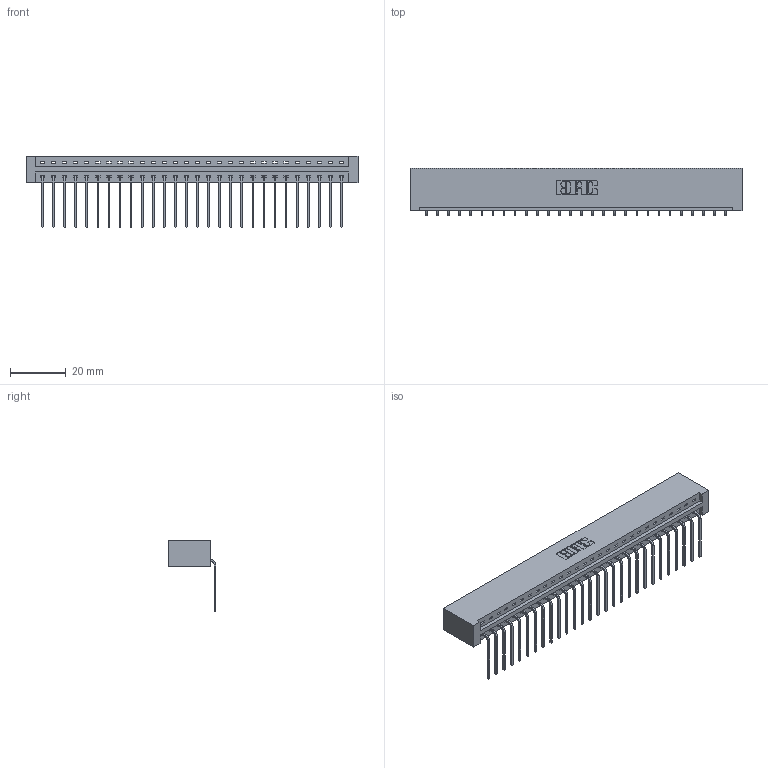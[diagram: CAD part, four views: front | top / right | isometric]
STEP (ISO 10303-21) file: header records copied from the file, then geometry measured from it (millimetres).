
FILE_DESCRIPTION (( 'STEP AP203' ), '1' );
FILE_NAME ('387-028-559-101.STEP', '2019-10-03T16:35:23', ( '' ), ( '' ), 'SwSTEP 2.0', 'SolidWorks 2016', '' );
FILE_SCHEMA (( 'CONFIG_CONTROL_DESIGN' ));
Length unit declared in the file: inch
Products named in the file (3): 345-292-001_558 559 Tail - 1; 337 Part_No Mounting Lugs; 387-028-559-101
Assembly tree (29 placements, depth 2):
  387-028-559-101
    337 Part_No Mounting Lugs
    345-292-001_558 559 Tail - 1  x28
Bounding box: 118.82 x 17.09 x 25.53 mm (x, y, z)
Volume: 13006.3 mm3; surface area: 13916.9 mm2
Topology: 29 solids, 29 shells, 1898 faces, 5719 edges, 3774 vertices
Faces by surface type: plane 1410, cylinder 488
Entity records: 22431 total; most frequent: CARTESIAN_POINT 3914, ORIENTED_EDGE 3878, DIRECTION 3315, EDGE_CURVE 1939, VECTOR 1819, LINE 1819, VERTEX_POINT 1290, AXIS2_PLACEMENT_3D 748
